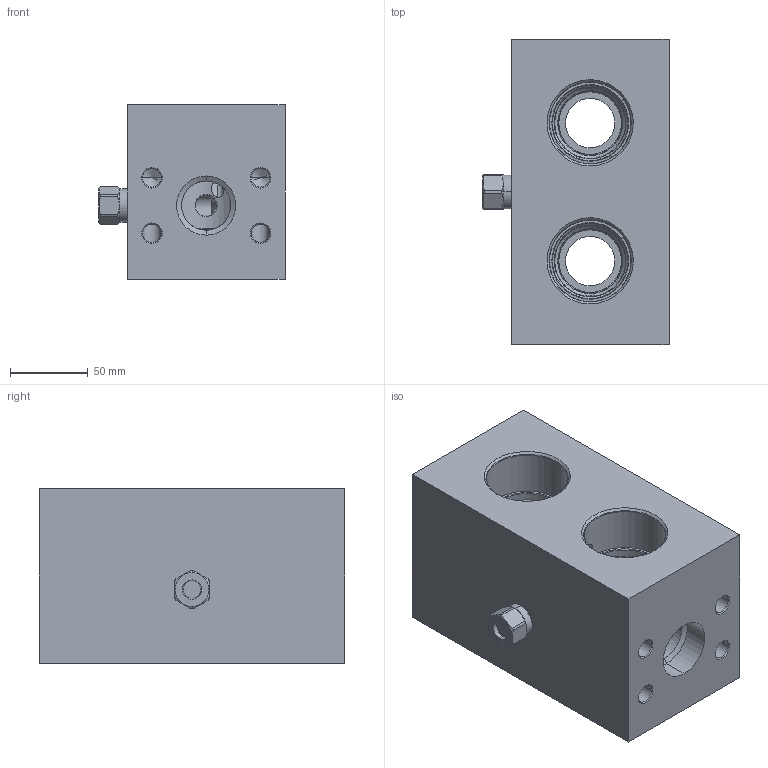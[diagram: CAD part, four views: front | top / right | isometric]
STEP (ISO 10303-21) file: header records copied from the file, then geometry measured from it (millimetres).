
FILE_DESCRIPTION((''),'2;1');
FILE_NAME('YNR_ASM','2022-12-12T',('ProEService'),(''),'PRO/ENGINEER BY PARAMETRIC TECHNOLOGY CORPORATION, 2014200','PRO/ENGINEER BY PARAMETRIC TECHNOLOGY CORPORATION, 2014200','');
FILE_SCHEMA(('CONFIG_CONTROL_DESIGN'));
Length unit declared in the file: inch
Products named in the file (3): 151-066-001; CSAAEXN; YNR_ASM
Assembly tree (2 placements, depth 2):
  YNR_ASM
    151-066-001
    CSAAEXN
Bounding box: 119.86 x 196.85 x 112.73 mm (x, y, z)
Volume: 1743373.1 mm3; surface area: 173355.7 mm2
Topology: 3 solids, 5 shells, 404 faces, 1293 edges, 1047 vertices
Faces by surface type: cylinder 170, cone 150, plane 42, torus 36, revolution 6
Entity records: 15778 total; most frequent: CARTESIAN_POINT 4572, DIRECTION 2487, ORIENTED_EDGE 1900, EDGE_CURVE 950, AXIS2_PLACEMENT_3D 928, VECTOR 625, LINE 625, VERTEX_POINT 580
